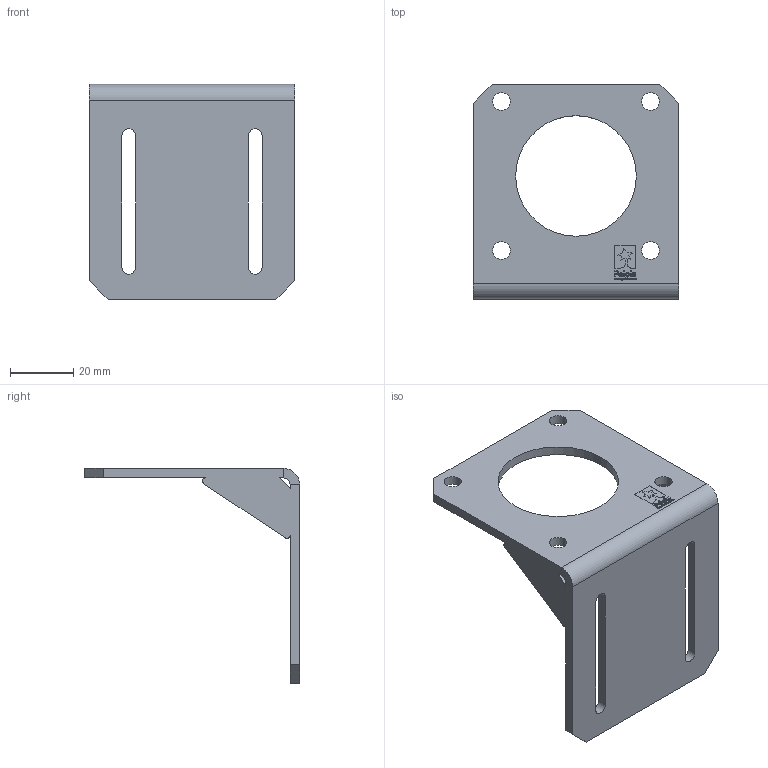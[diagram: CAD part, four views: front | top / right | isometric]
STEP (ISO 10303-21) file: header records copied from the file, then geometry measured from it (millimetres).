
FILE_DESCRIPTION (( 'STEP AP214' ), '1' );
FILE_NAME ('steel-l-bracket-for-nema-23-stepper-motors.step', '2016-03-21T19:11:48', ( '' ), ( '' ), 'SwSTEP 2.0', 'SolidWorks 2015', '' );
FILE_SCHEMA (( 'AUTOMOTIVE_DESIGN' ));
Length unit declared in the file: millimetre
Products named in the file (1): steel-l-bracket-for-nema-23-stepper-motors
Bounding box: 65 x 68 x 68 mm (x, y, z)
Volume: 22010.8 mm3; surface area: 17173.4 mm2
Topology: 1 solids, 1 shells, 295 faces, 799 edges, 530 vertices
Faces by surface type: plane 174, bspline 98, cylinder 23
Entity records: 12385 total; most frequent: CARTESIAN_POINT 5511, ORIENTED_EDGE 1598, DIRECTION 1045, EDGE_CURVE 799, VECTOR 557, LINE 557, VERTEX_POINT 530, EDGE_LOOP 337
